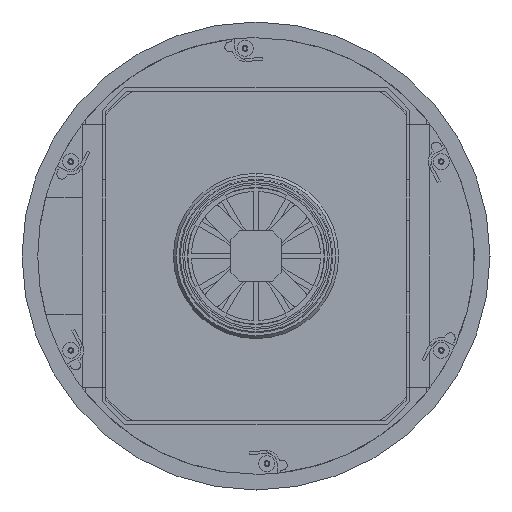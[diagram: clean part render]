
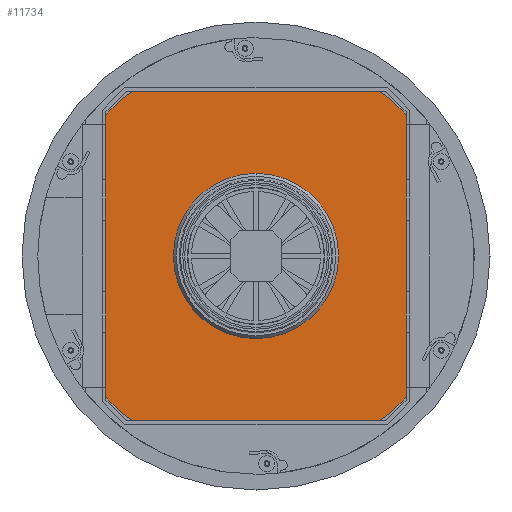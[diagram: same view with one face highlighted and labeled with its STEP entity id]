
A CAD part, front view. The second image highlights one B-rep face of the part: STEP entity #11734.
In plain terms, the highlighted planar face has unit normal (0, -1, 0).
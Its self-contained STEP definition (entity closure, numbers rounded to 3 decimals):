
#199 = EDGE_CURVE ( 'NONE', #9883, #1814, #12368, .T. ) ;
#883 = PLANE ( 'NONE',  #4264 ) ;
#1008 = CARTESIAN_POINT ( 'NONE',  ( -149.25, 13., 0. ) ) ;
#1208 = EDGE_LOOP ( 'NONE', ( #10503, #10000 ) ) ;
#1520 = DIRECTION ( 'NONE',  ( 0., 1., 0. ) ) ;
#1776 = CIRCLE ( 'NONE', #9335, 143.911 ) ;
#1786 = EDGE_LOOP ( 'NONE', ( #1900, #2905 ) ) ;
#1814 = VERTEX_POINT ( 'NONE', #3233 ) ;
#1900 = ORIENTED_EDGE ( 'NONE', *, *, #2696, .F. ) ;
#2216 = EDGE_CURVE ( 'NONE', #1814, #9883, #3875, .T. ) ;
#2224 = CARTESIAN_POINT ( 'NONE',  ( 0., 13., 0. ) ) ;
#2696 = EDGE_CURVE ( 'NONE', #13206, #12997, #1776, .T. ) ;
#2905 = ORIENTED_EDGE ( 'NONE', *, *, #6874, .F. ) ;
#3025 = AXIS2_PLACEMENT_3D ( 'NONE', #4347, #7169, #8114 ) ;
#3233 = CARTESIAN_POINT ( 'NONE',  ( 0., 13., 57.5 ) ) ;
#3875 = CIRCLE ( 'NONE', #3025, 57.5 ) ;
#4264 = AXIS2_PLACEMENT_3D ( 'NONE', #1008, #18558, #14508 ) ;
#4347 = CARTESIAN_POINT ( 'NONE',  ( 0., 13., 0. ) ) ;
#6508 = CARTESIAN_POINT ( 'NONE',  ( 0., 13., -143.911 ) ) ;
#6874 = EDGE_CURVE ( 'NONE', #12997, #13206, #14152, .T. ) ;
#7169 = DIRECTION ( 'NONE',  ( 0., 1., 0. ) ) ;
#7329 = CARTESIAN_POINT ( 'NONE',  ( 0., 13., 0. ) ) ;
#8114 = DIRECTION ( 'NONE',  ( 0., 0., -1. ) ) ;
#9335 = AXIS2_PLACEMENT_3D ( 'NONE', #7329, #12551, #11175 ) ;
#9883 = VERTEX_POINT ( 'NONE', #11803 ) ;
#10000 = ORIENTED_EDGE ( 'NONE', *, *, #199, .T. ) ;
#10049 = FACE_OUTER_BOUND ( 'NONE', #1786, .T. ) ;
#10503 = ORIENTED_EDGE ( 'NONE', *, *, #2216, .T. ) ;
#10511 = DIRECTION ( 'NONE',  ( 0., 0., -1. ) ) ;
#10523 = CARTESIAN_POINT ( 'NONE',  ( 0., 13., 0. ) ) ;
#11175 = DIRECTION ( 'NONE',  ( 0., 0., -1. ) ) ;
#11734 = ADVANCED_FACE ( 'NONE', ( #10049, #17353 ), #883, .T. ) ;
#11803 = CARTESIAN_POINT ( 'NONE',  ( 0., 13., -57.5 ) ) ;
#12277 = CARTESIAN_POINT ( 'NONE',  ( 0., 13., 143.911 ) ) ;
#12368 = CIRCLE ( 'NONE', #12682, 57.5 ) ;
#12551 = DIRECTION ( 'NONE',  ( 0., 1., 0. ) ) ;
#12682 = AXIS2_PLACEMENT_3D ( 'NONE', #2224, #1520, #10511 ) ;
#12997 = VERTEX_POINT ( 'NONE', #12277 ) ;
#13206 = VERTEX_POINT ( 'NONE', #6508 ) ;
#13683 = DIRECTION ( 'NONE',  ( 0., 0., -1. ) ) ;
#14152 = CIRCLE ( 'NONE', #14927, 143.911 ) ;
#14508 = DIRECTION ( 'NONE',  ( 0., 0., -1. ) ) ;
#14927 = AXIS2_PLACEMENT_3D ( 'NONE', #10523, #17544, #13683 ) ;
#17353 = FACE_BOUND ( 'NONE', #1208, .T. ) ;
#17544 = DIRECTION ( 'NONE',  ( 0., 1., 0. ) ) ;
#18558 = DIRECTION ( 'NONE',  ( 0., -1., 0. ) ) ;
